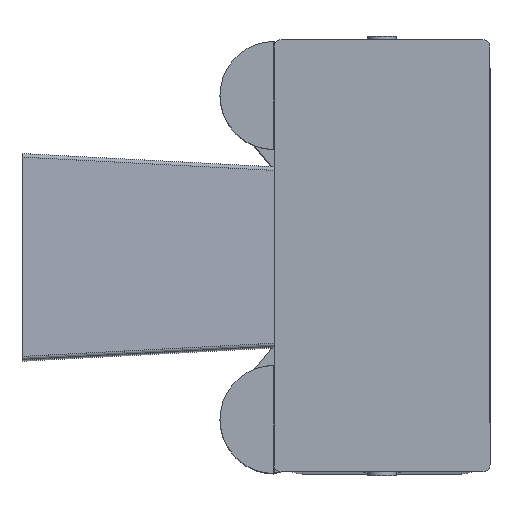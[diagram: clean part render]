
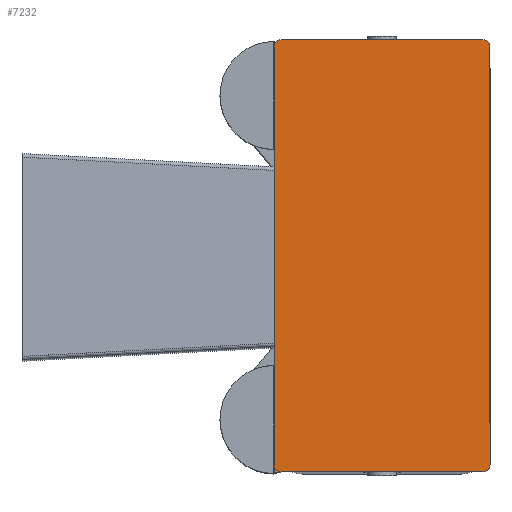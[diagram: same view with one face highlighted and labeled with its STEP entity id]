
A CAD part, top view. The second image highlights one B-rep face of the part: STEP entity #7232.
In plain terms, the highlighted face is planar.
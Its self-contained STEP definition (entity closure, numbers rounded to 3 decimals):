
#756=FACE_OUTER_BOUND($,#1205,.T.);
#1205=EDGE_LOOP($,(#5948,#5949,#5950,#5951,#5952,#5953,#5954,#5955));
#1445=CIRCLE($,#7693,2.);
#1446=CIRCLE($,#7696,2.);
#1447=CIRCLE($,#7699,2.);
#1448=CIRCLE($,#7702,2.);
#1886=LINE($,#12036,#2635);
#1890=LINE($,#12045,#2639);
#1893=LINE($,#12053,#2642);
#1896=LINE($,#12061,#2645);
#2635=VECTOR($,#8887,116.);
#2639=VECTOR($,#8897,56.);
#2642=VECTOR($,#8906,116.);
#2645=VECTOR($,#8915,56.);
#3402=VERTEX_POINT($,#12034);
#3403=VERTEX_POINT($,#12035);
#3404=VERTEX_POINT($,#12040);
#3405=VERTEX_POINT($,#12044);
#3406=VERTEX_POINT($,#12048);
#3407=VERTEX_POINT($,#12052);
#3408=VERTEX_POINT($,#12056);
#3409=VERTEX_POINT($,#12060);
#4272=EDGE_CURVE($,#3402,#3403,#1886,.T.);
#4275=EDGE_CURVE($,#3403,#3404,#1445,.T.);
#4277=EDGE_CURVE($,#3404,#3405,#1890,.T.);
#4279=EDGE_CURVE($,#3405,#3406,#1446,.T.);
#4281=EDGE_CURVE($,#3406,#3407,#1893,.T.);
#4283=EDGE_CURVE($,#3407,#3408,#1447,.T.);
#4285=EDGE_CURVE($,#3408,#3409,#1896,.T.);
#4287=EDGE_CURVE($,#3409,#3402,#1448,.T.);
#5948=ORIENTED_EDGE($,*,*,#4272,.F.);
#5949=ORIENTED_EDGE($,*,*,#4287,.F.);
#5950=ORIENTED_EDGE($,*,*,#4285,.F.);
#5951=ORIENTED_EDGE($,*,*,#4283,.F.);
#5952=ORIENTED_EDGE($,*,*,#4281,.F.);
#5953=ORIENTED_EDGE($,*,*,#4279,.F.);
#5954=ORIENTED_EDGE($,*,*,#4277,.F.);
#5955=ORIENTED_EDGE($,*,*,#4275,.F.);
#6835=PLANE($,#7703);
#7232=ADVANCED_FACE($,(#756),#6835,.F.);
#7693=AXIS2_PLACEMENT_3D($,#12041,#8892,#8893);
#7696=AXIS2_PLACEMENT_3D($,#12049,#8901,#8902);
#7699=AXIS2_PLACEMENT_3D($,#12057,#8910,#8911);
#7702=AXIS2_PLACEMENT_3D($,#12064,#8919,#8920);
#7703=AXIS2_PLACEMENT_3D($,#12065,#8921,#8922);
#8887=DIRECTION($,(1.,0.,0.));
#8892=DIRECTION('center_axis',(0.,1.,0.));
#8893=DIRECTION('ref_axis',(1.,0.,0.));
#8897=DIRECTION($,(0.,0.,-1.));
#8901=DIRECTION('center_axis',(0.,1.,0.));
#8902=DIRECTION('ref_axis',(0.,0.,-1.));
#8906=DIRECTION($,(-1.,0.,0.));
#8910=DIRECTION('center_axis',(0.,1.,0.));
#8911=DIRECTION('ref_axis',(-1.,0.,0.));
#8915=DIRECTION($,(0.,0.,1.));
#8919=DIRECTION('center_axis',(0.,1.,0.));
#8920=DIRECTION('ref_axis',(0.,0.,1.));
#8921=DIRECTION('center_axis',(0.,1.,0.));
#8922=DIRECTION('ref_axis',(0.,0.,1.));
#12034=CARTESIAN_POINT('',(3.909,-15.296,36.458));
#12035=CARTESIAN_POINT('',(119.909,-15.296,36.458));
#12036=CARTESIAN_POINT($,(119.909,-15.296,36.458));
#12040=CARTESIAN_POINT('',(121.909,-15.296,34.458));
#12041=CARTESIAN_POINT('Origin',(119.909,-15.296,34.458));
#12044=CARTESIAN_POINT('',(121.909,-15.296,-21.542));
#12045=CARTESIAN_POINT($,(121.909,-15.296,-21.542));
#12048=CARTESIAN_POINT('',(119.909,-15.296,-23.542));
#12049=CARTESIAN_POINT('Origin',(119.909,-15.296,-21.542));
#12052=CARTESIAN_POINT('',(3.909,-15.296,-23.542));
#12053=CARTESIAN_POINT($,(3.909,-15.296,-23.542));
#12056=CARTESIAN_POINT('',(1.909,-15.296,-21.542));
#12057=CARTESIAN_POINT('Origin',(3.909,-15.296,-21.542));
#12060=CARTESIAN_POINT('',(1.909,-15.296,34.458));
#12061=CARTESIAN_POINT($,(1.909,-15.296,34.458));
#12064=CARTESIAN_POINT('Origin',(3.909,-15.296,34.458));
#12065=CARTESIAN_POINT('Origin',(61.909,-15.296,6.458));
